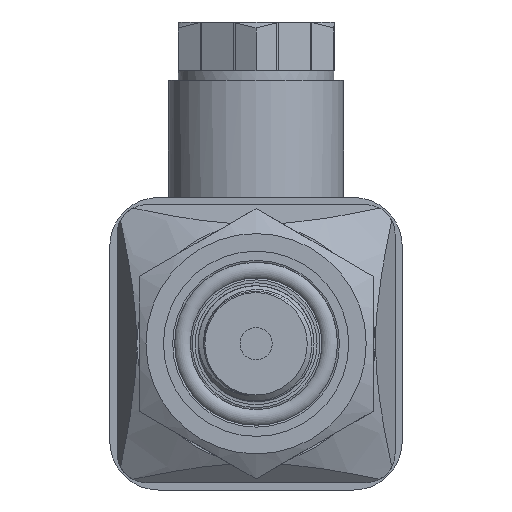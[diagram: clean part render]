
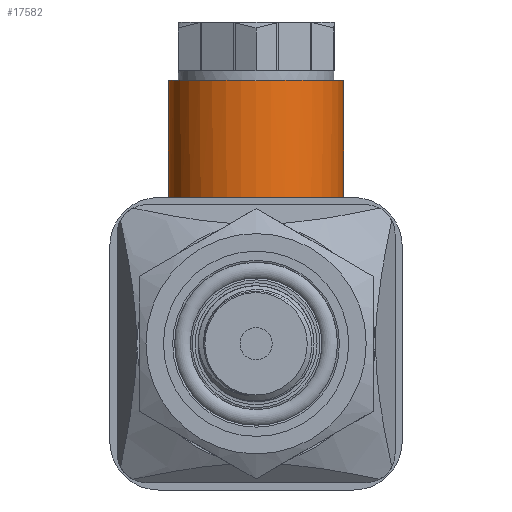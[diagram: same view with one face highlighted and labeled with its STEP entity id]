
A CAD part, left-side view. The second image highlights one B-rep face of the part: STEP entity #17582.
In plain terms, the highlighted cylindrical face has radius 9 mm (diameter 18 mm), a full revolution.
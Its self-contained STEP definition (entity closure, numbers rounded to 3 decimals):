
#1993=FACE_OUTER_BOUND('',#3079,.T.);
#3079=EDGE_LOOP('',(#16324,#16325,#16326,#16327,#16328,#16329,#16330));
#3464=CIRCLE('',#18738,9.);
#3465=CIRCLE('',#18739,9.);
#3490=CIRCLE('',#18820,9.);
#4029=B_SPLINE_CURVE_WITH_KNOTS('',3,(#57083,#57084,#57085,#57086,#57087,
#57088,#57089,#57090,#57091,#57092),.UNSPECIFIED.,.F.,.F.,(4,2,1,1,1,1,
4),(-0.002,0.,0.204,0.408,0.611,
0.815,1.019),.UNSPECIFIED.);
#4030=B_SPLINE_CURVE_WITH_KNOTS('',3,(#57161,#57162,#57163,#57164,#57165,
#57166,#57167,#57168,#57169,#57170,#57171,#57172),.UNSPECIFIED.,.F.,.F.,
(4,1,1,1,1,1,1,2,4),(0.,0.204,0.306,
0.408,0.509,0.611,0.815,
1.019,1.02),.UNSPECIFIED.);
#5570=LINE('',#57500,#7128);
#7128=VECTOR('',#22635,9.);
#8429=VERTEX_POINT('',#54626);
#8690=VERTEX_POINT('',#57081);
#8691=VERTEX_POINT('',#57094);
#8693=VERTEX_POINT('',#57098);
#8784=VERTEX_POINT('',#57498);
#11157=EDGE_CURVE('',#8429,#8690,#4029,.T.);
#11160=EDGE_CURVE('',#8690,#8693,#3464,.T.);
#11161=EDGE_CURVE('',#8693,#8691,#3465,.T.);
#11162=EDGE_CURVE('',#8691,#8429,#4030,.T.);
#11307=EDGE_CURVE('',#8784,#8784,#3490,.T.);
#11308=EDGE_CURVE('',#8784,#8693,#5570,.T.);
#16324=ORIENTED_EDGE('',*,*,#11307,.F.);
#16325=ORIENTED_EDGE('',*,*,#11308,.T.);
#16326=ORIENTED_EDGE('',*,*,#11160,.F.);
#16327=ORIENTED_EDGE('',*,*,#11157,.F.);
#16328=ORIENTED_EDGE('',*,*,#11162,.F.);
#16329=ORIENTED_EDGE('',*,*,#11161,.F.);
#16330=ORIENTED_EDGE('',*,*,#11308,.F.);
#16615=CYLINDRICAL_SURFACE('',#18819,9.);
#17582=ADVANCED_FACE('',(#1993),#16615,.T.);
#18738=AXIS2_PLACEMENT_3D('',#57099,#22362,#22363);
#18739=AXIS2_PLACEMENT_3D('',#57100,#22364,#22365);
#18819=AXIS2_PLACEMENT_3D('',#57497,#22631,#22632);
#18820=AXIS2_PLACEMENT_3D('',#57499,#22633,#22634);
#22362=DIRECTION('center_axis',(0.,0.,-1.));
#22363=DIRECTION('ref_axis',(1.,0.,0.));
#22364=DIRECTION('center_axis',(0.,0.,-1.));
#22365=DIRECTION('ref_axis',(1.,0.,0.));
#22631=DIRECTION('center_axis',(0.,0.,1.));
#22632=DIRECTION('ref_axis',(-1.,0.,0.));
#22633=DIRECTION('center_axis',(0.,0.,1.));
#22634=DIRECTION('ref_axis',(-1.,0.,0.));
#22635=DIRECTION('',(0.,0.,-1.));
#54626=CARTESIAN_POINT('',(-28.,0.,10.5));
#57081=CARTESIAN_POINT('',(-24.4,7.2,14.5));
#57083=CARTESIAN_POINT('Ctrl Pts',(-28.,0.,10.5));
#57084=CARTESIAN_POINT('Ctrl Pts',(-28.,0.004,10.503));
#57085=CARTESIAN_POINT('Ctrl Pts',(-28.,0.008,
10.505));
#57086=CARTESIAN_POINT('Ctrl Pts',(-27.999,0.528,
10.871));
#57087=CARTESIAN_POINT('Ctrl Pts',(-27.909,1.565,11.599));
#57088=CARTESIAN_POINT('Ctrl Pts',(-27.501,3.098,12.639));
#57089=CARTESIAN_POINT('Ctrl Pts',(-26.801,4.592,13.566));
#57090=CARTESIAN_POINT('Ctrl Pts',(-25.787,6.,14.28));
#57091=CARTESIAN_POINT('Ctrl Pts',(-24.889,6.833,14.5));
#57092=CARTESIAN_POINT('Ctrl Pts',(-24.4,7.2,14.5));
#57094=CARTESIAN_POINT('',(-24.4,-7.2,14.5));
#57098=CARTESIAN_POINT('',(-10.,0.,14.5));
#57099=CARTESIAN_POINT('Origin',(-19.,0.,14.5));
#57100=CARTESIAN_POINT('Origin',(-19.,0.,14.5));
#57161=CARTESIAN_POINT('Ctrl Pts',(-24.4,-7.2,14.5));
#57162=CARTESIAN_POINT('Ctrl Pts',(-24.889,-6.833,
14.5));
#57163=CARTESIAN_POINT('Ctrl Pts',(-25.563,-6.207,
14.335));
#57164=CARTESIAN_POINT('Ctrl Pts',(-26.294,-5.296,
13.923));
#57165=CARTESIAN_POINT('Ctrl Pts',(-26.763,-4.579,
13.539));
#57166=CARTESIAN_POINT('Ctrl Pts',(-27.15,-3.846,
13.104));
#57167=CARTESIAN_POINT('Ctrl Pts',(-27.569,-2.842,
12.466));
#57168=CARTESIAN_POINT('Ctrl Pts',(-27.909,-1.565,
11.6));
#57169=CARTESIAN_POINT('Ctrl Pts',(-27.999,-0.528,
10.871));
#57170=CARTESIAN_POINT('Ctrl Pts',(-28.,-0.008,
10.505));
#57171=CARTESIAN_POINT('Ctrl Pts',(-28.,-0.004,10.503));
#57172=CARTESIAN_POINT('Ctrl Pts',(-28.,0.,10.5));
#57497=CARTESIAN_POINT('Origin',(-19.,0.,13.5));
#57498=CARTESIAN_POINT('',(-10.,0.,27.));
#57499=CARTESIAN_POINT('Origin',(-19.,0.,27.));
#57500=CARTESIAN_POINT('',(-10.,0.,13.5));
